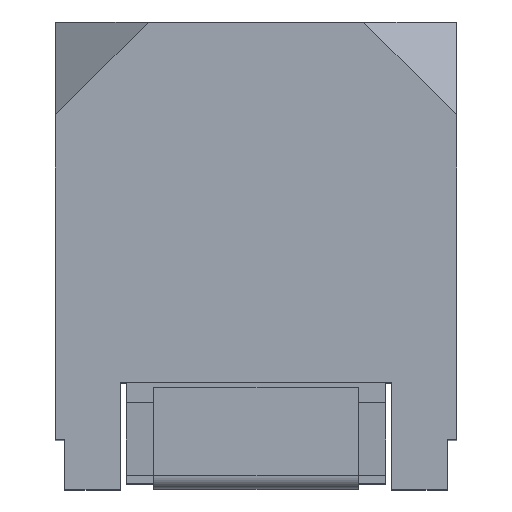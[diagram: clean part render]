
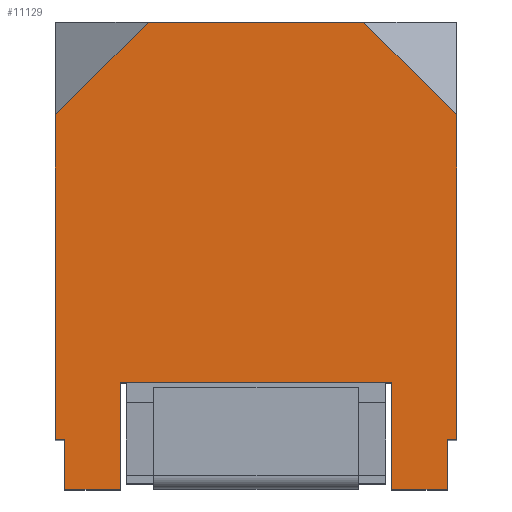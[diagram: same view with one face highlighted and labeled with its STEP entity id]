
A CAD part, top view. The second image highlights one B-rep face of the part: STEP entity #11129.
In plain terms, the highlighted planar face has unit normal (0, 0, 1).
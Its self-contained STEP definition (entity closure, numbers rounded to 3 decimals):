
#5758 = LINE ( 'NONE', #5761, #13705 ) ;
#5760 = LINE ( 'NONE', #5770, #13714 ) ;
#5761 = CARTESIAN_POINT ( 'NONE',  ( -1.46, 2.471, 3.05 ) ) ;
#5764 = DIRECTION ( 'NONE',  ( 0., 1., 0. ) ) ;
#5767 = DIRECTION ( 'NONE',  ( 1., 0., 0. ) ) ;
#5769 = CARTESIAN_POINT ( 'NONE',  ( 1.46, 3.621, 3.05 ) ) ;
#5770 = CARTESIAN_POINT ( 'NONE',  ( 1.46, 2.471, 3.05 ) ) ;
#5771 = LINE ( 'NONE', #5769, #13703 ) ;
#5774 = DIRECTION ( 'NONE',  ( 0., 1., 0. ) ) ;
#6224 = CARTESIAN_POINT ( 'NONE',  ( -1.46, 2.471, 3.05 ) ) ;
#6227 = CARTESIAN_POINT ( 'NONE',  ( -2.06, 2.471, 3.05 ) ) ;
#6228 = CARTESIAN_POINT ( 'NONE',  ( -1.16, 7.501, 3.05 ) ) ;
#6233 = CARTESIAN_POINT ( 'NONE',  ( 1.46, 3.621, 3.05 ) ) ;
#6237 = CARTESIAN_POINT ( 'NONE',  ( -2.16, 6.501, 3.05 ) ) ;
#6243 = CARTESIAN_POINT ( 'NONE',  ( 1.16, 7.501, 3.05 ) ) ;
#6249 = CARTESIAN_POINT ( 'NONE',  ( -2.06, 3.001, 3.05 ) ) ;
#6253 = CARTESIAN_POINT ( 'NONE',  ( 2.06, 2.471, 3.05 ) ) ;
#6255 = CARTESIAN_POINT ( 'NONE',  ( 2.06, 3.001, 3.05 ) ) ;
#6260 = CARTESIAN_POINT ( 'NONE',  ( -1.46, 3.621, 3.05 ) ) ;
#6271 = CARTESIAN_POINT ( 'NONE',  ( -2.16, 3.001, 3.05 ) ) ;
#6275 = CARTESIAN_POINT ( 'NONE',  ( 2.16, 3.001, 3.05 ) ) ;
#6278 = CARTESIAN_POINT ( 'NONE',  ( 1.46, 2.471, 3.05 ) ) ;
#6288 = CARTESIAN_POINT ( 'NONE',  ( 2.16, 6.501, 3.05 ) ) ;
#6935 = LINE ( 'NONE', #6945, #13708 ) ;
#6945 = CARTESIAN_POINT ( 'NONE',  ( 2.06, 2.471, 3.05 ) ) ;
#6956 = DIRECTION ( 'NONE',  ( 0., 1., 0. ) ) ;
#7545 = PLANE ( 'NONE',  #13787 ) ;
#7553 = DIRECTION ( 'NONE',  ( 0., 0., 1. ) ) ;
#7556 = CARTESIAN_POINT ( 'NONE',  ( 2.16, -4.302, 3.05 ) ) ;
#7565 = DIRECTION ( 'NONE',  ( 0., -1., 0. ) ) ;
#9504 = CARTESIAN_POINT ( 'NONE',  ( 2.16, 7.501, 3.05 ) ) ;
#9514 = LINE ( 'NONE', #9504, #12891 ) ;
#9517 = LINE ( 'NONE', #9520, #12881 ) ;
#9519 = DIRECTION ( 'NONE',  ( -1., 0., 0. ) ) ;
#9520 = CARTESIAN_POINT ( 'NONE',  ( 2.16, 3.001, 3.05 ) ) ;
#9521 = LINE ( 'NONE', #9528, #12885 ) ;
#9524 = DIRECTION ( 'NONE',  ( -1., 0., 0. ) ) ;
#9528 = CARTESIAN_POINT ( 'NONE',  ( -1.46, 2.471, 3.05 ) ) ;
#9533 = DIRECTION ( 'NONE',  ( -1., 0., 0. ) ) ;
#9568 = LINE ( 'NONE', #9569, #12892 ) ;
#9569 = CARTESIAN_POINT ( 'NONE',  ( -2.16, -4.302, 3.05 ) ) ;
#9572 = DIRECTION ( 'NONE',  ( 0., 1., 0. ) ) ;
#9632 = LINE ( 'NONE', #9634, #12897 ) ;
#9634 = CARTESIAN_POINT ( 'NONE',  ( 1.46, 2.471, 3.05 ) ) ;
#9635 = DIRECTION ( 'NONE',  ( -1., 0., 0. ) ) ;
#9636 = LINE ( 'NONE', #9679, #12905 ) ;
#9662 = CARTESIAN_POINT ( 'NONE',  ( 7.561, 1.1, 3.05 ) ) ;
#9663 = LINE ( 'NONE', #9688, #12907 ) ;
#9664 = LINE ( 'NONE', #9665, #12906 ) ;
#9665 = CARTESIAN_POINT ( 'NONE',  ( -2.06, 2.471, 3.05 ) ) ;
#9666 = DIRECTION ( 'NONE',  ( 0., 1., 0. ) ) ;
#9668 = LINE ( 'NONE', #9677, #12904 ) ;
#9670 = DIRECTION ( 'NONE',  ( -0.707, 0.707, 0. ) ) ;
#9675 = DIRECTION ( 'NONE',  ( 0., 1., 0. ) ) ;
#9677 = CARTESIAN_POINT ( 'NONE',  ( 2.16, 3.001, 3.05 ) ) ;
#9679 = CARTESIAN_POINT ( 'NONE',  ( -5.401, 3.26, 3.05 ) ) ;
#9680 = DIRECTION ( 'NONE',  ( -1., 0., 0. ) ) ;
#9687 = LINE ( 'NONE', #9662, #12903 ) ;
#9688 = CARTESIAN_POINT ( 'NONE',  ( 2.16, -4.302, 3.05 ) ) ;
#9693 = DIRECTION ( 'NONE',  ( -0.707, -0.707, 0. ) ) ;
#10234 = EDGE_LOOP ( 'NONE', ( #10947, #10942, #10949, #10953, #10964, #10961, #10950, #10967, #10997, #11002, #10998, #10974, #10996, #10975 ) ) ;
#10368 = VERTEX_POINT ( 'NONE', #6228 ) ;
#10376 = VERTEX_POINT ( 'NONE', #6237 ) ;
#10386 = VERTEX_POINT ( 'NONE', #6243 ) ;
#10389 = VERTEX_POINT ( 'NONE', #6227 ) ;
#10395 = VERTEX_POINT ( 'NONE', #6249 ) ;
#10402 = VERTEX_POINT ( 'NONE', #6233 ) ;
#10404 = VERTEX_POINT ( 'NONE', #6253 ) ;
#10407 = VERTEX_POINT ( 'NONE', #6255 ) ;
#10410 = VERTEX_POINT ( 'NONE', #6224 ) ;
#10415 = VERTEX_POINT ( 'NONE', #6271 ) ;
#10419 = VERTEX_POINT ( 'NONE', #6260 ) ;
#10426 = VERTEX_POINT ( 'NONE', #6275 ) ;
#10432 = VERTEX_POINT ( 'NONE', #6278 ) ;
#10458 = VERTEX_POINT ( 'NONE', #6288 ) ;
#10942 = ORIENTED_EDGE ( 'NONE', *, *, #11558, .T. ) ;
#10947 = ORIENTED_EDGE ( 'NONE', *, *, #11538, .T. ) ;
#10949 = ORIENTED_EDGE ( 'NONE', *, *, #11547, .F. ) ;
#10950 = ORIENTED_EDGE ( 'NONE', *, *, #11053, .T. ) ;
#10953 = ORIENTED_EDGE ( 'NONE', *, *, #11535, .F. ) ;
#10961 = ORIENTED_EDGE ( 'NONE', *, *, #11536, .F. ) ;
#10964 = ORIENTED_EDGE ( 'NONE', *, *, #11560, .F. ) ;
#10967 = ORIENTED_EDGE ( 'NONE', *, *, #11050, .T. ) ;
#10974 = ORIENTED_EDGE ( 'NONE', *, *, #11564, .F. ) ;
#10975 = ORIENTED_EDGE ( 'NONE', *, *, #11559, .T. ) ;
#10996 = ORIENTED_EDGE ( 'NONE', *, *, #11561, .T. ) ;
#10997 = ORIENTED_EDGE ( 'NONE', *, *, #11049, .F. ) ;
#10998 = ORIENTED_EDGE ( 'NONE', *, *, #11042, .T. ) ;
#11002 = ORIENTED_EDGE ( 'NONE', *, *, #11557, .F. ) ;
#11042 = EDGE_CURVE ( 'NONE', #10404, #10407, #6935, .T. ) ;
#11049 = EDGE_CURVE ( 'NONE', #10432, #10402, #5760, .T. ) ;
#11050 = EDGE_CURVE ( 'NONE', #10419, #10402, #5771, .T. ) ;
#11053 = EDGE_CURVE ( 'NONE', #10410, #10419, #5758, .T. ) ;
#11129 = ADVANCED_FACE ( 'NONE', ( #13771 ), #7545, .T. ) ;
#11535 = EDGE_CURVE ( 'NONE', #10395, #10415, #9517, .T. ) ;
#11536 = EDGE_CURVE ( 'NONE', #10410, #10389, #9521, .T. ) ;
#11538 = EDGE_CURVE ( 'NONE', #10386, #10368, #9514, .T. ) ;
#11547 = EDGE_CURVE ( 'NONE', #10415, #10376, #9568, .T. ) ;
#11557 = EDGE_CURVE ( 'NONE', #10404, #10432, #9632, .T. ) ;
#11558 = EDGE_CURVE ( 'NONE', #10368, #10376, #9636, .T. ) ;
#11559 = EDGE_CURVE ( 'NONE', #10458, #10386, #9687, .T. ) ;
#11560 = EDGE_CURVE ( 'NONE', #10389, #10395, #9664, .T. ) ;
#11561 = EDGE_CURVE ( 'NONE', #10426, #10458, #9663, .T. ) ;
#11564 = EDGE_CURVE ( 'NONE', #10426, #10407, #9668, .T. ) ;
#12881 = VECTOR ( 'NONE', #9533, 1000. ) ;
#12885 = VECTOR ( 'NONE', #9519, 1000. ) ;
#12891 = VECTOR ( 'NONE', #9524, 1000. ) ;
#12892 = VECTOR ( 'NONE', #9572, 1000. ) ;
#12897 = VECTOR ( 'NONE', #9635, 1000. ) ;
#12903 = VECTOR ( 'NONE', #9670, 1000. ) ;
#12904 = VECTOR ( 'NONE', #9680, 1000. ) ;
#12905 = VECTOR ( 'NONE', #9693, 1000. ) ;
#12906 = VECTOR ( 'NONE', #9675, 1000. ) ;
#12907 = VECTOR ( 'NONE', #9666, 1000. ) ;
#13703 = VECTOR ( 'NONE', #5767, 1000. ) ;
#13705 = VECTOR ( 'NONE', #5764, 1000. ) ;
#13708 = VECTOR ( 'NONE', #6956, 1000. ) ;
#13714 = VECTOR ( 'NONE', #5774, 1000. ) ;
#13771 = FACE_OUTER_BOUND ( 'NONE', #10234, .T. ) ;
#13787 = AXIS2_PLACEMENT_3D ( 'NONE', #7556, #7553, #7565 ) ;
